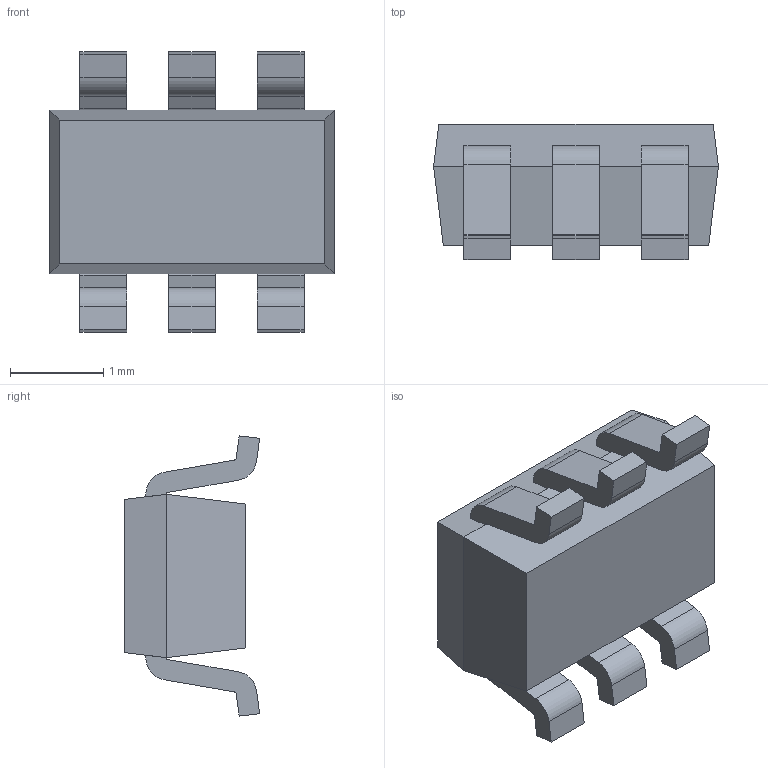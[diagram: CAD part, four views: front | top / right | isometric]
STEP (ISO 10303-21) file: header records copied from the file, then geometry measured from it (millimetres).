
FILE_DESCRIPTION (( 'STEP AP203' ), '1' );
FILE_NAME ('DW01A-G.STEP', '2021-03-25T06:58:21', ( 'Admin' ), ( '' ), 'SwSTEP 2.0', 'SolidWorks 2018', '' );
FILE_SCHEMA (( 'CONFIG_CONTROL_DESIGN' ));
Length unit declared in the file: millimetre
Products named in the file (1): DW01A-G
Bounding box: 3.05 x 1.45 x 3 mm (x, y, z)
Volume: 7.3 mm3; surface area: 48 mm2
Topology: 4 solids, 4 shells, 88 faces, 242 edges, 156 vertices
Faces by surface type: plane 64, cylinder 24
Entity records: 2849 total; most frequent: CARTESIAN_POINT 487, ORIENTED_EDGE 484, DIRECTION 468, EDGE_CURVE 242, VECTOR 194, LINE 194, VERTEX_POINT 156, AXIS2_PLACEMENT_3D 137
